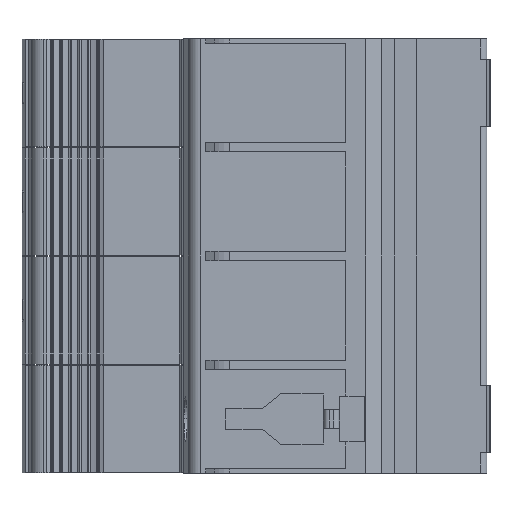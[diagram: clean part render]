
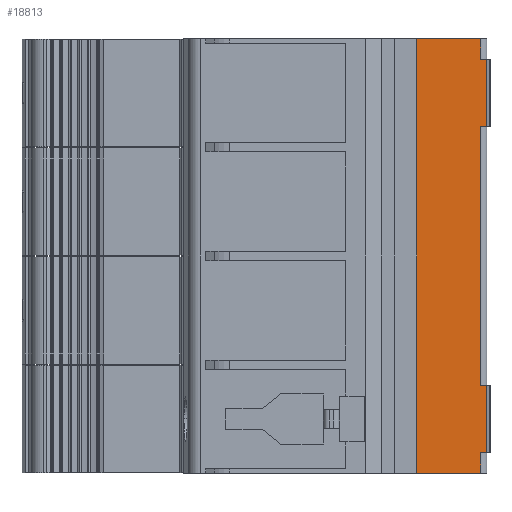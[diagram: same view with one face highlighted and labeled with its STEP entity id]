
A CAD part, front view. The second image highlights one B-rep face of the part: STEP entity #18813.
In plain terms, the highlighted planar face has unit normal (0, -1, 0).
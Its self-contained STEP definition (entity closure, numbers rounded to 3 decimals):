
#34=DIRECTION('',(1.,0.,0.));
#35=VECTOR('',#34,10.5);
#36=CARTESIAN_POINT('',(-4.7,-42.5,-8.9));
#37=LINE('',#36,#35);
#1450=DIRECTION('',(-1.,0.,0.));
#1451=VECTOR('',#1450,1.);
#1452=CARTESIAN_POINT('',(6.8,-42.5,58.9));
#1453=LINE('',#1452,#1451);
#1488=DIRECTION('',(0.,0.,1.));
#1489=VECTOR('',#1488,3.4);
#1490=CARTESIAN_POINT('',(5.8,-42.5,-8.9));
#1491=LINE('',#1490,#1489);
#1497=DIRECTION('',(0.,0.,1.));
#1498=VECTOR('',#1497,3.4);
#1499=CARTESIAN_POINT('',(5.8,-42.5,58.9));
#1500=LINE('',#1499,#1498);
#1511=DIRECTION('',(0.,0.,1.));
#1512=VECTOR('',#1511,42.4);
#1513=CARTESIAN_POINT('',(5.8,-42.5,5.5));
#1514=LINE('',#1513,#1512);
#1515=DIRECTION('',(-1.,0.,0.));
#1516=VECTOR('',#1515,1.);
#1517=CARTESIAN_POINT('',(6.8,-42.5,-5.5));
#1518=LINE('',#1517,#1516);
#1552=DIRECTION('',(0.,0.,-1.));
#1553=VECTOR('',#1552,11.);
#1554=CARTESIAN_POINT('',(6.8,-42.5,58.9));
#1555=LINE('',#1554,#1553);
#1556=DIRECTION('',(0.,0.,-1.));
#1557=VECTOR('',#1556,11.);
#1558=CARTESIAN_POINT('',(6.8,-42.5,5.5));
#1559=LINE('',#1558,#1557);
#1560=DIRECTION('',(0.,0.,1.));
#1561=VECTOR('',#1560,71.2);
#1562=CARTESIAN_POINT('',(-4.7,-42.5,-8.9));
#1563=LINE('',#1562,#1561);
#1576=DIRECTION('',(-1.,0.,0.));
#1577=VECTOR('',#1576,1.);
#1578=CARTESIAN_POINT('',(6.8,-42.5,47.9));
#1579=LINE('',#1578,#1577);
#1998=DIRECTION('',(1.,0.,0.));
#1999=VECTOR('',#1998,10.5);
#2000=CARTESIAN_POINT('',(-4.7,-42.5,62.3));
#2001=LINE('',#2000,#1999);
#12966=DIRECTION('',(-1.,0.,0.));
#12967=VECTOR('',#12966,1.);
#12968=CARTESIAN_POINT('',(6.8,-42.5,5.5));
#12969=LINE('',#12968,#12967);
#13097=CARTESIAN_POINT('',(-4.7,-42.5,-8.9));
#13098=VERTEX_POINT('',#13097);
#13099=CARTESIAN_POINT('',(5.8,-42.5,-8.9));
#13100=VERTEX_POINT('',#13099);
#14681=CARTESIAN_POINT('',(6.8,-42.5,5.5));
#14682=CARTESIAN_POINT('',(6.8,-42.5,-5.5));
#14683=VERTEX_POINT('',#14681);
#14684=VERTEX_POINT('',#14682);
#14689=CARTESIAN_POINT('',(5.8,-42.5,5.5));
#14691=VERTEX_POINT('',#14689);
#14693=CARTESIAN_POINT('',(5.8,-42.5,-5.5));
#14695=VERTEX_POINT('',#14693);
#14745=CARTESIAN_POINT('',(6.8,-42.5,58.9));
#14746=CARTESIAN_POINT('',(6.8,-42.5,47.9));
#14747=VERTEX_POINT('',#14745);
#14748=VERTEX_POINT('',#14746);
#14753=CARTESIAN_POINT('',(5.8,-42.5,58.9));
#14755=VERTEX_POINT('',#14753);
#14757=CARTESIAN_POINT('',(5.8,-42.5,47.9));
#14759=VERTEX_POINT('',#14757);
#16463=CARTESIAN_POINT('',(-4.7,-42.5,62.3));
#16464=VERTEX_POINT('',#16463);
#16465=CARTESIAN_POINT('',(5.8,-42.5,62.3));
#16466=VERTEX_POINT('',#16465);
#18788=CARTESIAN_POINT('',(-4.7,-42.5,-8.9));
#18789=DIRECTION('',(0.,-1.,0.));
#18790=DIRECTION('',(1.,0.,0.));
#18791=AXIS2_PLACEMENT_3D('',#18788,#18789,#18790);
#18792=PLANE('',#18791);
#18793=ORIENTED_EDGE('',*,*,#18717,.F.);
#18794=ORIENTED_EDGE('',*,*,#18658,.F.);
#18796=ORIENTED_EDGE('',*,*,#18795,.T.);
#18798=ORIENTED_EDGE('',*,*,#18797,.T.);
#18799=ORIENTED_EDGE('',*,*,#18737,.F.);
#18801=ORIENTED_EDGE('',*,*,#18800,.F.);
#18803=ORIENTED_EDGE('',*,*,#18802,.T.);
#18804=ORIENTED_EDGE('',*,*,#18748,.T.);
#18805=ORIENTED_EDGE('',*,*,#18706,.F.);
#18806=ORIENTED_EDGE('',*,*,#17110,.F.);
#18808=ORIENTED_EDGE('',*,*,#18807,.T.);
#18810=ORIENTED_EDGE('',*,*,#18809,.T.);
#18811=EDGE_LOOP('',(#18793,#18794,#18796,#18798,#18799,#18801,#18803,#18804,
#18805,#18806,#18808,#18810));
#18812=FACE_OUTER_BOUND('',#18811,.F.);
#18813=ADVANCED_FACE('',(#18812),#18792,.T.);
#17110=EDGE_CURVE('',#13098,#13100,#37,.T.);
#18658=EDGE_CURVE('',#14747,#14755,#1453,.T.);
#18706=EDGE_CURVE('',#13100,#14695,#1491,.T.);
#18717=EDGE_CURVE('',#14755,#16466,#1500,.T.);
#18737=EDGE_CURVE('',#14691,#14759,#1514,.T.);
#18748=EDGE_CURVE('',#14684,#14695,#1518,.T.);
#18795=EDGE_CURVE('',#14747,#14748,#1555,.T.);
#18797=EDGE_CURVE('',#14748,#14759,#1579,.T.);
#18800=EDGE_CURVE('',#14683,#14691,#12969,.T.);
#18802=EDGE_CURVE('',#14683,#14684,#1559,.T.);
#18807=EDGE_CURVE('',#13098,#16464,#1563,.T.);
#18809=EDGE_CURVE('',#16464,#16466,#2001,.T.);
